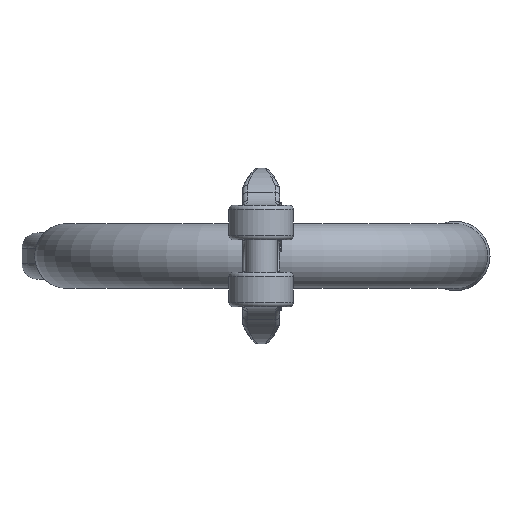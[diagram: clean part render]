
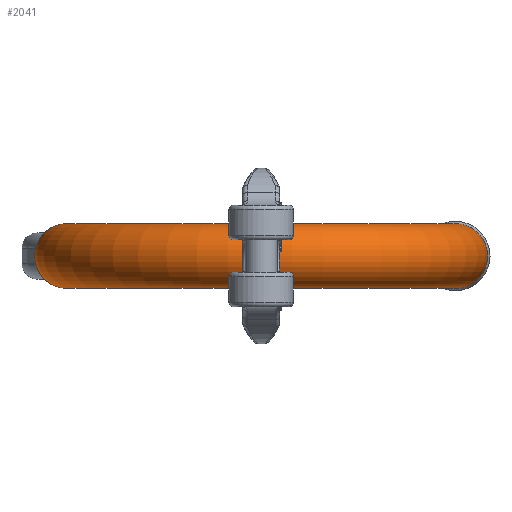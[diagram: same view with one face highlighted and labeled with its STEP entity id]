
A CAD part, front view. The second image highlights one B-rep face of the part: STEP entity #2041.
In plain terms, the highlighted toroidal (fillet/blend) face has major radius 42 mm and minor radius 7 mm.
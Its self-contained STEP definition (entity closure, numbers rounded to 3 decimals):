
#159=TOROIDAL_SURFACE('',#5631,42.,7.);
#2041=ADVANCED_FACE('',(#2130,#2131),#159,.T.);
#2130=FACE_BOUND('',#2448,.T.);
#2131=FACE_BOUND('',#2449,.T.);
#2448=EDGE_LOOP('',(#3932));
#2449=EDGE_LOOP('',(#3933));
#3932=ORIENTED_EDGE('',*,*,#5261,.T.);
#3933=ORIENTED_EDGE('',*,*,#5262,.F.);
#4509=VERTEX_POINT('',#10900);
#4510=VERTEX_POINT('',#10903);
#5261=EDGE_CURVE('',#4509,#4509,#5371,.T.);
#5262=EDGE_CURVE('',#4510,#4510,#5372,.T.);
#5371=CIRCLE('',#5623,7.);
#5372=CIRCLE('',#5625,7.);
#5623=AXIS2_PLACEMENT_3D('',#10899,#6514,#6515);
#5625=AXIS2_PLACEMENT_3D('',#10902,#6518,#6519);
#5631=AXIS2_PLACEMENT_3D('',#10912,#6530,#6531);
#6514=DIRECTION('',(0.,-1.,0.));
#6515=DIRECTION('',(0.,0.,1.));
#6518=DIRECTION('',(0.,1.,0.));
#6519=DIRECTION('',(0.,0.,1.));
#6530=DIRECTION('',(0.,0.,1.));
#6531=DIRECTION('',(1.,0.,0.));
#10899=CARTESIAN_POINT('',(-42.,-25.,0.));
#10900=CARTESIAN_POINT('',(-42.,-25.,7.));
#10902=CARTESIAN_POINT('',(42.,-25.,0.));
#10903=CARTESIAN_POINT('',(42.,-25.,7.));
#10912=CARTESIAN_POINT('',(0.,-25.,0.));
